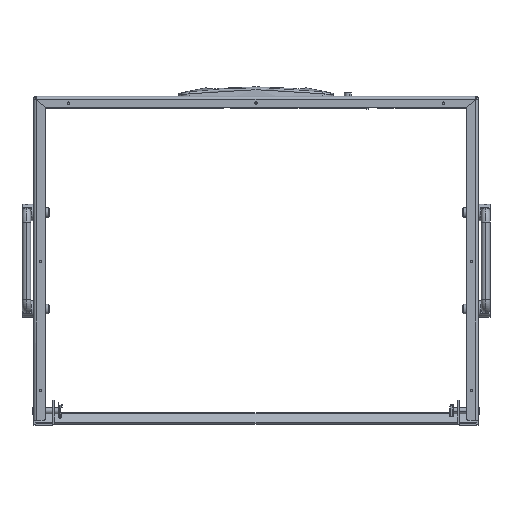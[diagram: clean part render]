
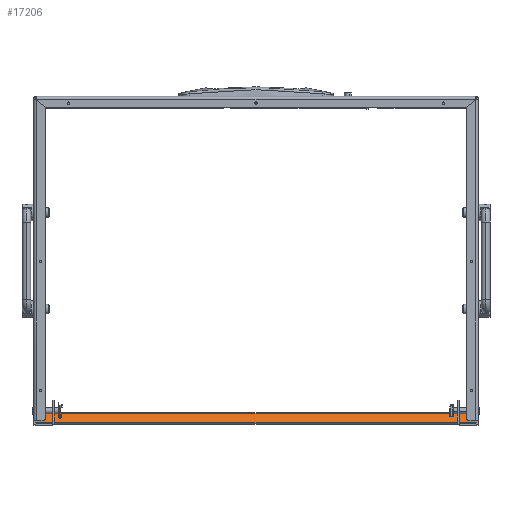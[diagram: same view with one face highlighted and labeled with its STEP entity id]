
A CAD part, front view. The second image highlights one B-rep face of the part: STEP entity #17206.
In plain terms, the highlighted planar face has unit normal (0, -0.707, 0.707).
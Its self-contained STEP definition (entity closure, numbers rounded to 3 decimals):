
#340 = EDGE_CURVE ( 'NONE', #22936, #35727, #14327, .T. ) ;
#1613 = VERTEX_POINT ( 'NONE', #32734 ) ;
#3050 = CARTESIAN_POINT ( 'NONE',  ( 228., 90.586, -167.586 ) ) ;
#3609 = EDGE_CURVE ( 'NONE', #1613, #22936, #23830, .T. ) ;
#3640 = LINE ( 'NONE', #10212, #4713 ) ;
#4713 = VECTOR ( 'NONE', #23171, 1000. ) ;
#8008 = EDGE_CURVE ( 'NONE', #1613, #31895, #3640, .T. ) ;
#9149 = VECTOR ( 'NONE', #25507, 1000. ) ;
#10212 = CARTESIAN_POINT ( 'NONE',  ( 228., 100.586, -157.586 ) ) ;
#12196 = CARTESIAN_POINT ( 'NONE',  ( 228., 100.586, -157.586 ) ) ;
#14327 = LINE ( 'NONE', #27273, #26961 ) ;
#15915 = EDGE_LOOP ( 'NONE', ( #26562, #35716, #24391, #27689 ) ) ;
#17206 = ADVANCED_FACE ( 'NONE', ( #24929 ), #24714, .F. ) ;
#19539 = CARTESIAN_POINT ( 'NONE',  ( 228., 90.586, -167.586 ) ) ;
#21522 = DIRECTION ( 'NONE',  ( 0., 0.707, -0.707 ) ) ;
#22936 = VERTEX_POINT ( 'NONE', #24996 ) ;
#23171 = DIRECTION ( 'NONE',  ( 0., -0.707, -0.707 ) ) ;
#23830 = LINE ( 'NONE', #39926, #24864 ) ;
#24391 = ORIENTED_EDGE ( 'NONE', *, *, #340, .T. ) ;
#24714 = PLANE ( 'NONE',  #29899 ) ;
#24864 = VECTOR ( 'NONE', #27010, 1000. ) ;
#24929 = FACE_OUTER_BOUND ( 'NONE', #15915, .T. ) ;
#24996 = CARTESIAN_POINT ( 'NONE',  ( -228., 100.293, -157.879 ) ) ;
#25507 = DIRECTION ( 'NONE',  ( -1., 0., 0. ) ) ;
#26562 = ORIENTED_EDGE ( 'NONE', *, *, #8008, .F. ) ;
#26961 = VECTOR ( 'NONE', #40195, 1000. ) ;
#26962 = CARTESIAN_POINT ( 'NONE',  ( -228., 90.586, -167.586 ) ) ;
#27010 = DIRECTION ( 'NONE',  ( -1., 0., 0. ) ) ;
#27273 = CARTESIAN_POINT ( 'NONE',  ( -228., 100.586, -157.586 ) ) ;
#27689 = ORIENTED_EDGE ( 'NONE', *, *, #41059, .F. ) ;
#28704 = LINE ( 'NONE', #19539, #9149 ) ;
#29899 = AXIS2_PLACEMENT_3D ( 'NONE', #12196, #21522, #41451 ) ;
#31895 = VERTEX_POINT ( 'NONE', #3050 ) ;
#32734 = CARTESIAN_POINT ( 'NONE',  ( 228., 100.293, -157.879 ) ) ;
#35716 = ORIENTED_EDGE ( 'NONE', *, *, #3609, .T. ) ;
#35727 = VERTEX_POINT ( 'NONE', #26962 ) ;
#39926 = CARTESIAN_POINT ( 'NONE',  ( 228., 100.293, -157.879 ) ) ;
#40195 = DIRECTION ( 'NONE',  ( 0., -0.707, -0.707 ) ) ;
#41059 = EDGE_CURVE ( 'NONE', #31895, #35727, #28704, .T. ) ;
#41451 = DIRECTION ( 'NONE',  ( 0., 0.707, 0.707 ) ) ;
